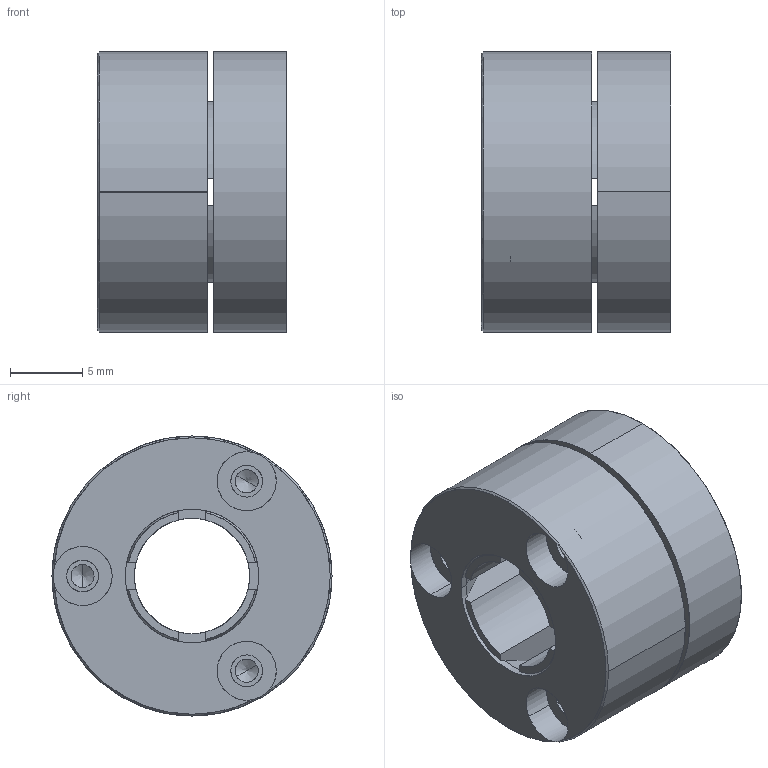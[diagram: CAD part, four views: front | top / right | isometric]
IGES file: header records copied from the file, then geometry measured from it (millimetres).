
Start section: SolidWorks IGES file using analytic representation for surfaces
Global section: file name: C08TB2.IGS; native system: SolidWorks 2021; preprocessor: SolidWorks 2021; author: jeffs; date: 251008.110613; units: millimetre
Bounding box: 13.16 x 19.43 x 19.43 mm (x, y, z)
Surface area: 2773.4 mm2 (no closed solid volume)
Topology: 0 solids, 0 shells, 65 faces, 1054 edges, 1048 vertices
Faces by surface type: revolution 46, bspline 19
